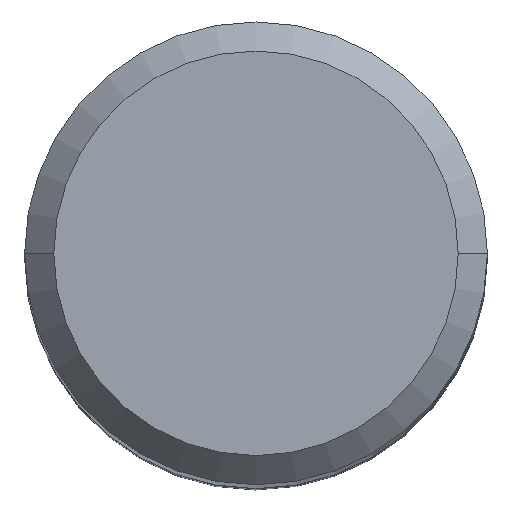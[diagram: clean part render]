
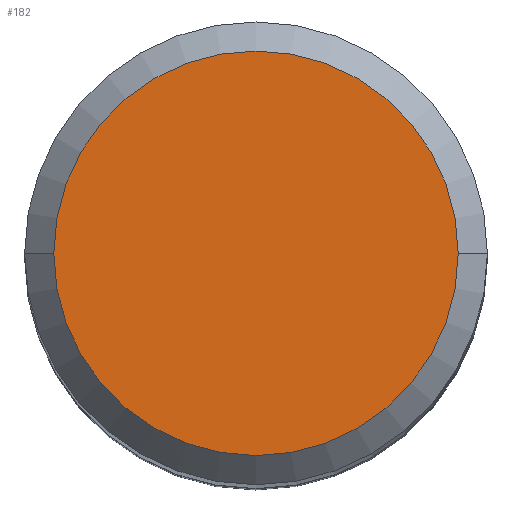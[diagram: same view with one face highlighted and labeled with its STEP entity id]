
A CAD part, top view. The second image highlights one B-rep face of the part: STEP entity #182.
In plain terms, the highlighted planar face has unit normal (0, 0, 1).
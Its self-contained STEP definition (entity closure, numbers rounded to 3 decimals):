
#97=PLANE('',#1790);
#182=ADVANCED_FACE('',(#301),#97,.T.);
#301=FACE_OUTER_BOUND('',#395,.T.);
#395=EDGE_LOOP('',(#683,#684,#685,#686));
#683=ORIENTED_EDGE('',*,*,#1070,.T.);
#684=ORIENTED_EDGE('',*,*,#1074,.T.);
#685=ORIENTED_EDGE('',*,*,#1073,.T.);
#686=ORIENTED_EDGE('',*,*,#1071,.T.);
#899=VERTEX_POINT('',#3080);
#900=VERTEX_POINT('',#3082);
#901=VERTEX_POINT('',#3084);
#902=VERTEX_POINT('',#3088);
#1070=EDGE_CURVE('',#900,#899,#1285,.T.);
#1071=EDGE_CURVE('',#901,#900,#1286,.T.);
#1073=EDGE_CURVE('',#902,#901,#1287,.T.);
#1074=EDGE_CURVE('',#899,#902,#1288,.T.);
#1285=CIRCLE('',#1784,8.325);
#1286=CIRCLE('',#1785,8.325);
#1287=CIRCLE('',#1787,8.325);
#1288=CIRCLE('',#1788,8.325);
#1784=AXIS2_PLACEMENT_3D('',#3081,#2226,#2227);
#1785=AXIS2_PLACEMENT_3D('',#3083,#2228,#2229);
#1787=AXIS2_PLACEMENT_3D('',#3087,#2233,#2234);
#1788=AXIS2_PLACEMENT_3D('',#3089,#2235,#2236);
#1790=AXIS2_PLACEMENT_3D('',#3091,#2239,#2240);
#2226=DIRECTION('',(0.,0.,1.));
#2227=DIRECTION('',(0.,-1.,0.));
#2228=DIRECTION('',(0.,0.,1.));
#2229=DIRECTION('',(-1.,0.,0.));
#2233=DIRECTION('',(0.,0.,1.));
#2234=DIRECTION('',(0.,1.,0.));
#2235=DIRECTION('',(0.,0.,1.));
#2236=DIRECTION('',(1.,0.,0.));
#2239=DIRECTION('',(0.,0.,1.));
#2240=DIRECTION('',(-1.,0.,0.));
#3080=CARTESIAN_POINT('',(8.325,0.,0.));
#3081=CARTESIAN_POINT('',(0.,0.,0.));
#3082=CARTESIAN_POINT('',(0.,-8.325,0.));
#3083=CARTESIAN_POINT('',(0.,0.,0.));
#3084=CARTESIAN_POINT('',(-8.325,0.,0.));
#3087=CARTESIAN_POINT('',(0.,0.,0.));
#3088=CARTESIAN_POINT('',(0.,8.325,0.));
#3089=CARTESIAN_POINT('',(0.,0.,0.));
#3091=CARTESIAN_POINT('',(0.,0.,0.));
